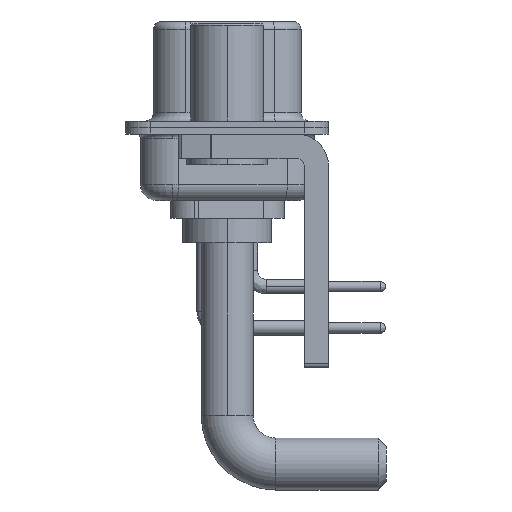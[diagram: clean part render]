
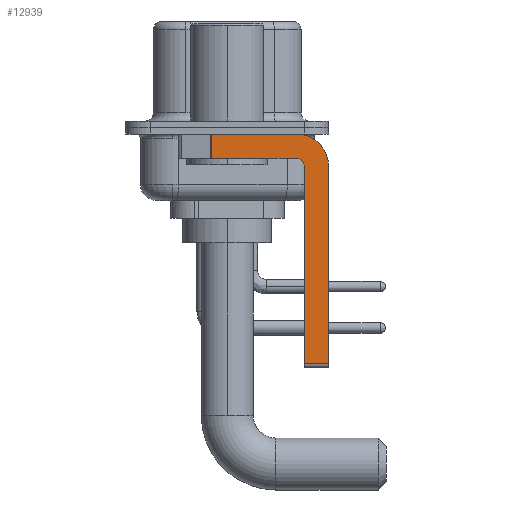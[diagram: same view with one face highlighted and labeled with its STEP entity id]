
A CAD part, left-side view. The second image highlights one B-rep face of the part: STEP entity #12939.
In plain terms, the highlighted planar face has unit normal (-1, 0, 0).
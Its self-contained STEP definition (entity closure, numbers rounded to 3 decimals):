
#981 = CARTESIAN_POINT ( 'NONE',  ( -2.9, -4.75, -14.55 ) ) ;
#1089 = CARTESIAN_POINT ( 'NONE',  ( -2.9, -4.25, -2.4 ) ) ;
#1530 = CARTESIAN_POINT ( 'NONE',  ( -2.9, -4.25, -2.4 ) ) ;
#1864 = CARTESIAN_POINT ( 'NONE',  ( -2.9, -4.25, -14.55 ) ) ;
#2532 = AXIS2_PLACEMENT_3D ( 'NONE', #1089, #26094, #13663 ) ;
#3378 = VECTOR ( 'NONE', #17983, 1000. ) ;
#3438 = CARTESIAN_POINT ( 'NONE',  ( -2.9, -6.25, -14.55 ) ) ;
#3658 = EDGE_CURVE ( 'NONE', #4701, #12335, #22507, .T. ) ;
#3917 = EDGE_CURVE ( 'NONE', #9126, #12335, #13506, .T. ) ;
#4133 = CARTESIAN_POINT ( 'NONE',  ( -2.9, -4.75, -14.8 ) ) ;
#4341 = DIRECTION ( 'NONE',  ( 0., 0., -1. ) ) ;
#4386 = ORIENTED_EDGE ( 'NONE', *, *, #3917, .F. ) ;
#4582 = CARTESIAN_POINT ( 'NONE',  ( -2.9, 0.978, -1.9 ) ) ;
#4701 = VERTEX_POINT ( 'NONE', #26442 ) ;
#4882 = CARTESIAN_POINT ( 'NONE',  ( -2.9, -6.25, -2.4 ) ) ;
#5320 = DIRECTION ( 'NONE',  ( 0., 1., 0. ) ) ;
#5422 = VERTEX_POINT ( 'NONE', #981 ) ;
#5628 = VERTEX_POINT ( 'NONE', #3438 ) ;
#5645 = VECTOR ( 'NONE', #5320, 1000. ) ;
#5928 = CARTESIAN_POINT ( 'NONE',  ( -2.9, -4.25, -1.9 ) ) ;
#5996 = EDGE_CURVE ( 'NONE', #5422, #26953, #16685, .T. ) ;
#6670 = ORIENTED_EDGE ( 'NONE', *, *, #21354, .F. ) ;
#6741 = ORIENTED_EDGE ( 'NONE', *, *, #26066, .F. ) ;
#7546 = AXIS2_PLACEMENT_3D ( 'NONE', #1530, #12050, #8496 ) ;
#7732 = VECTOR ( 'NONE', #4341, 1000. ) ;
#7760 = DIRECTION ( 'NONE',  ( 0., -1., 0. ) ) ;
#8496 = DIRECTION ( 'NONE',  ( 0., 0., -1. ) ) ;
#8991 = DIRECTION ( 'NONE',  ( 0., 0., 1. ) ) ;
#9126 = VERTEX_POINT ( 'NONE', #5928 ) ;
#9699 = CARTESIAN_POINT ( 'NONE',  ( -2.9, -4.25, -1.9 ) ) ;
#10513 = CIRCLE ( 'NONE', #25780, 0.5 ) ;
#12050 = DIRECTION ( 'NONE',  ( 1., 0., 0. ) ) ;
#12132 = VECTOR ( 'NONE', #24980, 1000. ) ;
#12335 = VERTEX_POINT ( 'NONE', #4582 ) ;
#12939 = ADVANCED_FACE ( 'NONE', ( #17475 ), #25824, .F. ) ;
#13209 = CARTESIAN_POINT ( 'NONE',  ( -2.9, -4.25, -2.4 ) ) ;
#13349 = ORIENTED_EDGE ( 'NONE', *, *, #13531, .T. ) ;
#13448 = EDGE_CURVE ( 'NONE', #4701, #21493, #22601, .T. ) ;
#13460 = ORIENTED_EDGE ( 'NONE', *, *, #3658, .T. ) ;
#13506 = LINE ( 'NONE', #9699, #5645 ) ;
#13531 = EDGE_CURVE ( 'NONE', #5422, #5628, #20158, .T. ) ;
#13663 = DIRECTION ( 'NONE',  ( 0., 0., -1. ) ) ;
#13941 = ORIENTED_EDGE ( 'NONE', *, *, #13448, .F. ) ;
#14808 = EDGE_CURVE ( 'NONE', #21493, #26087, #23653, .T. ) ;
#14856 = CARTESIAN_POINT ( 'NONE',  ( -2.9, -6.25, -2.4 ) ) ;
#14970 = VECTOR ( 'NONE', #20774, 1000. ) ;
#16685 = LINE ( 'NONE', #4133, #14970 ) ;
#17475 = FACE_OUTER_BOUND ( 'NONE', #19151, .T. ) ;
#17983 = DIRECTION ( 'NONE',  ( 0., -1., 0. ) ) ;
#19151 = EDGE_LOOP ( 'NONE', ( #13941, #13460, #4386, #6741, #24966, #13349, #6670, #19258 ) ) ;
#19258 = ORIENTED_EDGE ( 'NONE', *, *, #14808, .F. ) ;
#19326 = LINE ( 'NONE', #14856, #7732 ) ;
#20158 = LINE ( 'NONE', #1864, #26118 ) ;
#20611 = DIRECTION ( 'NONE',  ( -1., 0., 0. ) ) ;
#20695 = CARTESIAN_POINT ( 'NONE',  ( -2.9, 3., -0.4 ) ) ;
#20774 = DIRECTION ( 'NONE',  ( 0., 0., 1. ) ) ;
#21354 = EDGE_CURVE ( 'NONE', #26087, #5628, #19326, .T. ) ;
#21493 = VERTEX_POINT ( 'NONE', #22049 ) ;
#22049 = CARTESIAN_POINT ( 'NONE',  ( -2.9, -4.25, -0.4 ) ) ;
#22507 = LINE ( 'NONE', #26761, #12132 ) ;
#22601 = LINE ( 'NONE', #20695, #3378 ) ;
#22953 = CARTESIAN_POINT ( 'NONE',  ( -2.9, -4.75, -2.4 ) ) ;
#23653 = CIRCLE ( 'NONE', #7546, 2. ) ;
#24966 = ORIENTED_EDGE ( 'NONE', *, *, #5996, .F. ) ;
#24980 = DIRECTION ( 'NONE',  ( 0., 0., -1. ) ) ;
#25780 = AXIS2_PLACEMENT_3D ( 'NONE', #13209, #20611, #8991 ) ;
#25824 = PLANE ( 'NONE',  #2532 ) ;
#26066 = EDGE_CURVE ( 'NONE', #26953, #9126, #10513, .T. ) ;
#26087 = VERTEX_POINT ( 'NONE', #4882 ) ;
#26094 = DIRECTION ( 'NONE',  ( 1., 0., 0. ) ) ;
#26118 = VECTOR ( 'NONE', #7760, 1000. ) ;
#26442 = CARTESIAN_POINT ( 'NONE',  ( -2.9, 0.978, -0.4 ) ) ;
#26761 = CARTESIAN_POINT ( 'NONE',  ( -2.9, 0.978, -1.9 ) ) ;
#26953 = VERTEX_POINT ( 'NONE', #22953 ) ;
